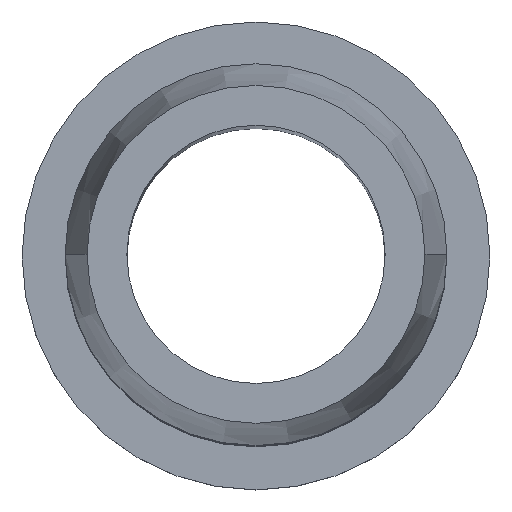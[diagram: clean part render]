
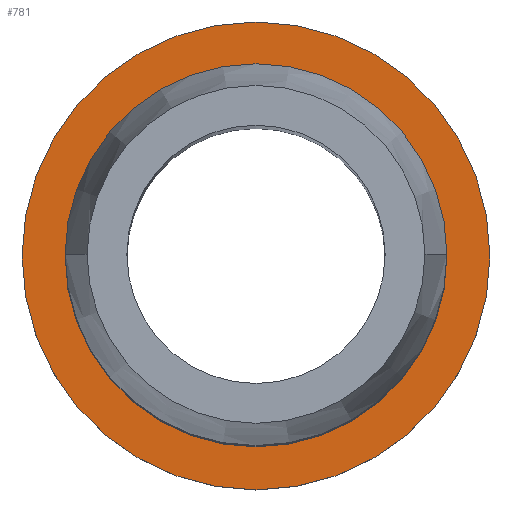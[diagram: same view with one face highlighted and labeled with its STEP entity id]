
A CAD part, top view. The second image highlights one B-rep face of the part: STEP entity #781.
In plain terms, the highlighted planar face has unit normal (0, 0, 1).
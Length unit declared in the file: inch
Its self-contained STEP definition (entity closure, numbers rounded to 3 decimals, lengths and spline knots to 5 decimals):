
#12 = DIRECTION ( 'NONE',  ( 0., 0., -1. ) ) ;
#77 = DIRECTION ( 'NONE',  ( 1., 0., 0. ) ) ;
#159 = PLANE ( 'NONE',  #351 ) ;
#185 = EDGE_CURVE ( 'NONE', #393, #994, #924, .T. ) ;
#188 = EDGE_LOOP ( 'NONE', ( #640, #320 ) ) ;
#196 = DIRECTION ( 'NONE',  ( 0., 0., 1. ) ) ;
#247 = CIRCLE ( 'NONE', #779, 0.204 ) ;
#248 = DIRECTION ( 'NONE',  ( 1., 0., 0. ) ) ;
#260 = EDGE_CURVE ( 'NONE', #994, #393, #434, .T. ) ;
#283 = CARTESIAN_POINT ( 'NONE',  ( -0.25, 0., 0.0295 ) ) ;
#296 = DIRECTION ( 'NONE',  ( 0., 0., 1. ) ) ;
#320 = ORIENTED_EDGE ( 'NONE', *, *, #465, .T. ) ;
#334 = AXIS2_PLACEMENT_3D ( 'NONE', #712, #196, #799 ) ;
#351 = AXIS2_PLACEMENT_3D ( 'NONE', #577, #493, #248 ) ;
#393 = VERTEX_POINT ( 'NONE', #1106 ) ;
#432 = FACE_BOUND ( 'NONE', #188, .T. ) ;
#434 = CIRCLE ( 'NONE', #949, 0.25 ) ;
#448 = CIRCLE ( 'NONE', #797, 0.204 ) ;
#465 = EDGE_CURVE ( 'NONE', #1054, #675, #448, .T. ) ;
#493 = DIRECTION ( 'NONE',  ( 0., 0., 1. ) ) ;
#513 = CARTESIAN_POINT ( 'NONE',  ( 0., 0., 0.0295 ) ) ;
#577 = CARTESIAN_POINT ( 'NONE',  ( 0., 0., 0.0295 ) ) ;
#587 = DIRECTION ( 'NONE',  ( 0., 0., -1. ) ) ;
#602 = DIRECTION ( 'NONE',  ( 1., 0., 0. ) ) ;
#640 = ORIENTED_EDGE ( 'NONE', *, *, #892, .T. ) ;
#675 = VERTEX_POINT ( 'NONE', #1063 ) ;
#712 = CARTESIAN_POINT ( 'NONE',  ( 0., 0., 0.0295 ) ) ;
#779 = AXIS2_PLACEMENT_3D ( 'NONE', #513, #12, #602 ) ;
#781 = ADVANCED_FACE ( 'NONE', ( #432, #786 ), #159, .T. ) ;
#786 = FACE_OUTER_BOUND ( 'NONE', #973, .T. ) ;
#797 = AXIS2_PLACEMENT_3D ( 'NONE', #1121, #587, #77 ) ;
#799 = DIRECTION ( 'NONE',  ( 1., 0., 0. ) ) ;
#810 = CARTESIAN_POINT ( 'NONE',  ( 0., 0., 0.0295 ) ) ;
#892 = EDGE_CURVE ( 'NONE', #675, #1054, #247, .T. ) ;
#899 = DIRECTION ( 'NONE',  ( 1., 0., 0. ) ) ;
#911 = ORIENTED_EDGE ( 'NONE', *, *, #185, .T. ) ;
#924 = CIRCLE ( 'NONE', #334, 0.25 ) ;
#949 = AXIS2_PLACEMENT_3D ( 'NONE', #810, #296, #899 ) ;
#973 = EDGE_LOOP ( 'NONE', ( #1034, #911 ) ) ;
#982 = CARTESIAN_POINT ( 'NONE',  ( 0.204, 0., 0.0295 ) ) ;
#994 = VERTEX_POINT ( 'NONE', #283 ) ;
#1034 = ORIENTED_EDGE ( 'NONE', *, *, #260, .T. ) ;
#1054 = VERTEX_POINT ( 'NONE', #982 ) ;
#1063 = CARTESIAN_POINT ( 'NONE',  ( -0.204, 0., 0.0295 ) ) ;
#1106 = CARTESIAN_POINT ( 'NONE',  ( 0.25, 0., 0.0295 ) ) ;
#1121 = CARTESIAN_POINT ( 'NONE',  ( 0., 0., 0.0295 ) ) ;
